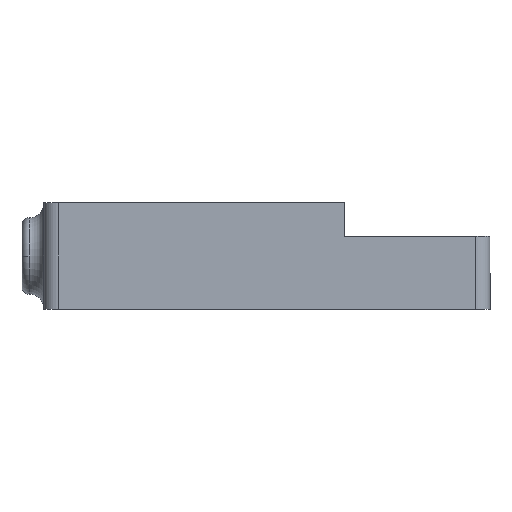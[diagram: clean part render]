
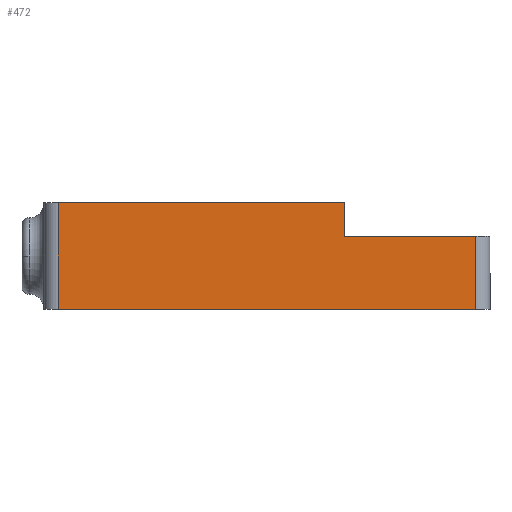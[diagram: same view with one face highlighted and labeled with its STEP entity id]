
A CAD part, left-side view. The second image highlights one B-rep face of the part: STEP entity #472.
In plain terms, the highlighted planar face has unit normal (-1, 0, 0).
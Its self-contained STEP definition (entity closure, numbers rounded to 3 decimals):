
#26 = CARTESIAN_POINT ( 'NONE',  ( -15., 29.15, 2.1 ) ) ;
#158 = VERTEX_POINT ( 'NONE', #3824 ) ;
#439 = EDGE_CURVE ( 'NONE', #7303, #1990, #7383, .T. ) ;
#472 = ADVANCED_FACE ( 'NONE', ( #6262 ), #1717, .T. ) ;
#480 = VECTOR ( 'NONE', #1170, 1000. ) ;
#495 = LINE ( 'NONE', #7271, #3200 ) ;
#998 = CARTESIAN_POINT ( 'NONE',  ( -15., -10.97, -2.63 ) ) ;
#1035 = ORIENTED_EDGE ( 'NONE', *, *, #2486, .T. ) ;
#1170 = DIRECTION ( 'NONE',  ( 0., 0., -1. ) ) ;
#1243 = LINE ( 'NONE', #1859, #1330 ) ;
#1330 = VECTOR ( 'NONE', #6941, 1000. ) ;
#1538 = ORIENTED_EDGE ( 'NONE', *, *, #2183, .T. ) ;
#1627 = EDGE_CURVE ( 'NONE', #2337, #7303, #4439, .T. ) ;
#1693 = DIRECTION ( 'NONE',  ( 0., -1., 0. ) ) ;
#1717 = PLANE ( 'NONE',  #5027 ) ;
#1770 = ORIENTED_EDGE ( 'NONE', *, *, #439, .T. ) ;
#1859 = CARTESIAN_POINT ( 'NONE',  ( -15., -21.06, -2.63 ) ) ;
#1990 = VERTEX_POINT ( 'NONE', #2200 ) ;
#2120 = EDGE_LOOP ( 'NONE', ( #1538, #6770, #1770, #4150, #1035, #7021 ) ) ;
#2183 = EDGE_CURVE ( 'NONE', #7256, #2337, #3173, .T. ) ;
#2200 = CARTESIAN_POINT ( 'NONE',  ( -15., -29.45, -12.9 ) ) ;
#2241 = VECTOR ( 'NONE', #6851, 1000. ) ;
#2254 = DIRECTION ( 'NONE',  ( -1., 0., 0. ) ) ;
#2337 = VERTEX_POINT ( 'NONE', #26 ) ;
#2387 = EDGE_CURVE ( 'NONE', #1990, #158, #2512, .T. ) ;
#2486 = EDGE_CURVE ( 'NONE', #158, #5071, #1243, .T. ) ;
#2512 = LINE ( 'NONE', #5164, #2241 ) ;
#3173 = LINE ( 'NONE', #7161, #4619 ) ;
#3200 = VECTOR ( 'NONE', #5023, 1000. ) ;
#3427 = CARTESIAN_POINT ( 'NONE',  ( -15., -31.45, -12.9 ) ) ;
#3824 = CARTESIAN_POINT ( 'NONE',  ( -15., -29.45, -2.63 ) ) ;
#3899 = CARTESIAN_POINT ( 'NONE',  ( -15., -10.97, 2.1 ) ) ;
#4113 = CARTESIAN_POINT ( 'NONE',  ( -15., 29.15, 0. ) ) ;
#4150 = ORIENTED_EDGE ( 'NONE', *, *, #2387, .T. ) ;
#4439 = LINE ( 'NONE', #4113, #480 ) ;
#4619 = VECTOR ( 'NONE', #6658, 1000. ) ;
#4700 = EDGE_CURVE ( 'NONE', #7256, #5071, #495, .T. ) ;
#5023 = DIRECTION ( 'NONE',  ( 0., 0., -1. ) ) ;
#5027 = AXIS2_PLACEMENT_3D ( 'NONE', #5776, #2254, #6837 ) ;
#5071 = VERTEX_POINT ( 'NONE', #998 ) ;
#5164 = CARTESIAN_POINT ( 'NONE',  ( -15., -29.45, 0. ) ) ;
#5776 = CARTESIAN_POINT ( 'NONE',  ( -15., 31.15, 0. ) ) ;
#5892 = VECTOR ( 'NONE', #1693, 1000. ) ;
#6262 = FACE_OUTER_BOUND ( 'NONE', #2120, .T. ) ;
#6658 = DIRECTION ( 'NONE',  ( 0., 1., 0. ) ) ;
#6770 = ORIENTED_EDGE ( 'NONE', *, *, #1627, .T. ) ;
#6837 = DIRECTION ( 'NONE',  ( 0., 0., 1. ) ) ;
#6851 = DIRECTION ( 'NONE',  ( 0., 0., 1. ) ) ;
#6941 = DIRECTION ( 'NONE',  ( 0., 1., 0. ) ) ;
#7021 = ORIENTED_EDGE ( 'NONE', *, *, #4700, .F. ) ;
#7161 = CARTESIAN_POINT ( 'NONE',  ( -15., 31.15, 2.1 ) ) ;
#7256 = VERTEX_POINT ( 'NONE', #3899 ) ;
#7271 = CARTESIAN_POINT ( 'NONE',  ( -15., -10.97, 0. ) ) ;
#7303 = VERTEX_POINT ( 'NONE', #7337 ) ;
#7337 = CARTESIAN_POINT ( 'NONE',  ( -15., 29.15, -12.9 ) ) ;
#7383 = LINE ( 'NONE', #3427, #5892 ) ;
